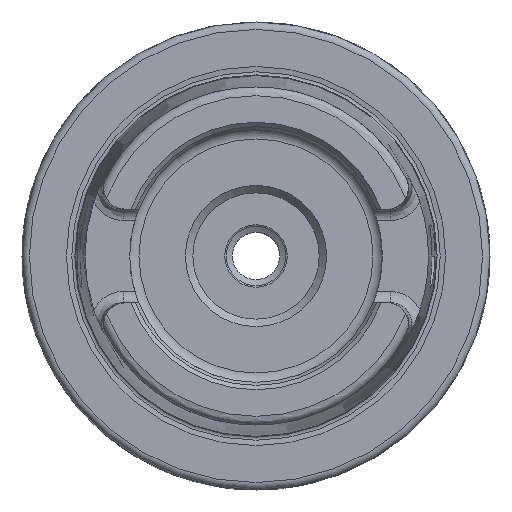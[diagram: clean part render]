
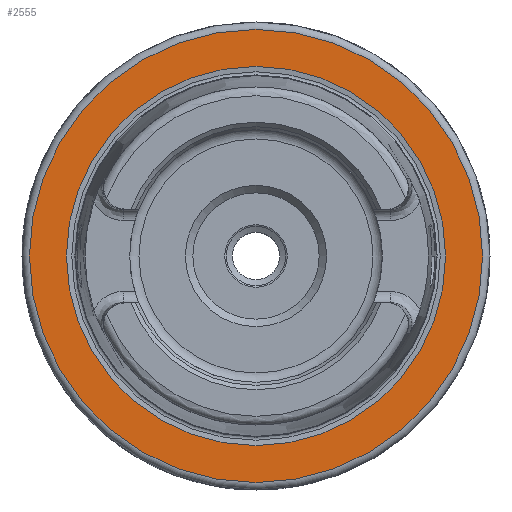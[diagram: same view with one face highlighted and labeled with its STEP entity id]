
A CAD part, left-side view. The second image highlights one B-rep face of the part: STEP entity #2555.
In plain terms, the highlighted planar face has unit normal (-1, 0, 0).
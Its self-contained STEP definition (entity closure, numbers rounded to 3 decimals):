
#97=PLANE('',#2851);
#280=FACE_OUTER_BOUND('',#596,.T.);
#436=CIRCLE('',#2849,25.521);
#437=CIRCLE('',#2850,25.521);
#438=CIRCLE('',#2852,30.5);
#439=CIRCLE('',#2853,30.5);
#453=FACE_BOUND('',#597,.T.);
#596=EDGE_LOOP('',(#2390,#2391));
#597=EDGE_LOOP('',(#2392,#2393));
#1194=VERTEX_POINT('',#6121);
#1195=VERTEX_POINT('',#6123);
#1196=VERTEX_POINT('',#6127);
#1197=VERTEX_POINT('',#6128);
#1594=EDGE_CURVE('',#1195,#1194,#436,.T.);
#1595=EDGE_CURVE('',#1194,#1195,#437,.T.);
#1596=EDGE_CURVE('',#1196,#1197,#438,.T.);
#1597=EDGE_CURVE('',#1197,#1196,#439,.T.);
#2390=ORIENTED_EDGE('',*,*,#1596,.F.);
#2391=ORIENTED_EDGE('',*,*,#1597,.F.);
#2392=ORIENTED_EDGE('',*,*,#1594,.T.);
#2393=ORIENTED_EDGE('',*,*,#1595,.T.);
#2555=ADVANCED_FACE('',(#280,#453),#97,.T.);
#2849=AXIS2_PLACEMENT_3D('',#6124,#3510,#3511);
#2850=AXIS2_PLACEMENT_3D('',#6125,#3512,#3513);
#2851=AXIS2_PLACEMENT_3D('',#6126,#3514,#3515);
#2852=AXIS2_PLACEMENT_3D('',#6129,#3516,#3517);
#2853=AXIS2_PLACEMENT_3D('',#6130,#3518,#3519);
#3510=DIRECTION('center_axis',(1.,0.,0.));
#3511=DIRECTION('ref_axis',(0.,0.,-1.));
#3512=DIRECTION('center_axis',(1.,0.,0.));
#3513=DIRECTION('ref_axis',(0.,0.,-1.));
#3514=DIRECTION('center_axis',(-1.,0.,0.));
#3515=DIRECTION('ref_axis',(0.,0.,1.));
#3516=DIRECTION('center_axis',(1.,0.,0.));
#3517=DIRECTION('ref_axis',(0.,0.,-1.));
#3518=DIRECTION('center_axis',(1.,0.,0.));
#3519=DIRECTION('ref_axis',(0.,0.,-1.));
#6121=CARTESIAN_POINT('',(0.,-25.521,0.));
#6123=CARTESIAN_POINT('',(0.,25.521,0.));
#6124=CARTESIAN_POINT('Origin',(0.,0.,
0.));
#6125=CARTESIAN_POINT('Origin',(0.,0.,
0.));
#6126=CARTESIAN_POINT('Origin',(0.,30.5,0.));
#6127=CARTESIAN_POINT('',(0.,30.5,0.));
#6128=CARTESIAN_POINT('',(0.,0.,30.5));
#6129=CARTESIAN_POINT('Origin',(0.,0.,
0.));
#6130=CARTESIAN_POINT('Origin',(0.,0.,
0.));
